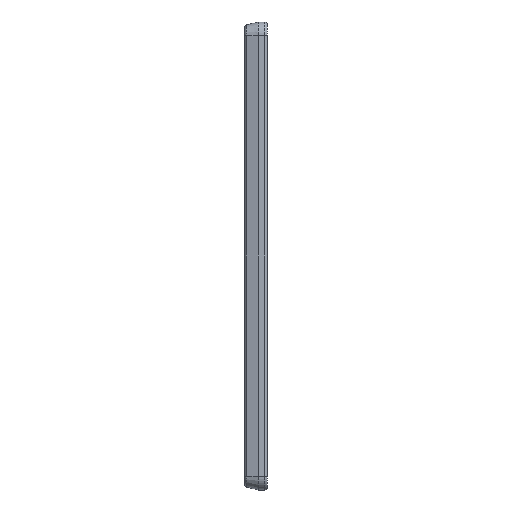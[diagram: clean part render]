
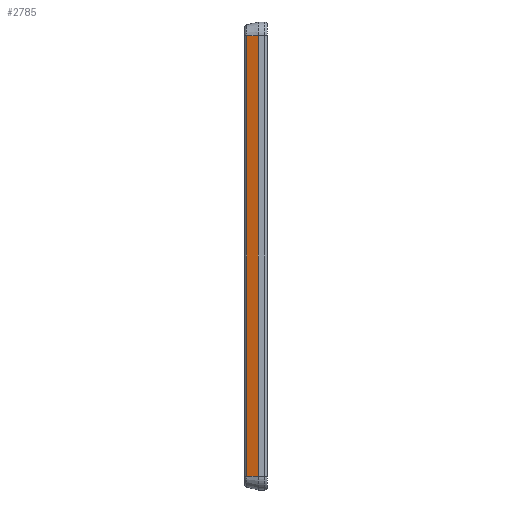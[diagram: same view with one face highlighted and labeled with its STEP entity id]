
A CAD part, left-side view. The second image highlights one B-rep face of the part: STEP entity #2785.
In plain terms, the highlighted planar face has unit normal (-0.97, 0.242, 0).
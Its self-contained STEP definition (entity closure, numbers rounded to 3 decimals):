
#836 = VECTOR ( 'NONE', #2927, 1000. ) ;
#1261 = LINE ( 'NONE', #1998, #5292 ) ;
#1273 = DIRECTION ( 'NONE',  ( -0.243, -0.97, 0. ) ) ;
#1331 = VERTEX_POINT ( 'NONE', #7413 ) ;
#1389 = EDGE_CURVE ( 'NONE', #5741, #6054, #4737, .T. ) ;
#1668 = PLANE ( 'NONE',  #7204 ) ;
#1961 = DIRECTION ( 'NONE',  ( -0.243, -0.97, 0. ) ) ;
#1998 = CARTESIAN_POINT ( 'NONE',  ( -36.633, 1.55, -65.17 ) ) ;
#2075 = DIRECTION ( 'NONE',  ( 0., 0., -1. ) ) ;
#2785 = ADVANCED_FACE ( 'NONE', ( #8305 ), #1668, .F. ) ;
#2858 = VERTEX_POINT ( 'NONE', #3692 ) ;
#2927 = DIRECTION ( 'NONE',  ( 0., 0., -1. ) ) ;
#3002 = DIRECTION ( 'NONE',  ( 0., 0., -1. ) ) ;
#3692 = CARTESIAN_POINT ( 'NONE',  ( -36.633, 1.55, 65.17 ) ) ;
#3838 = CARTESIAN_POINT ( 'NONE',  ( -37.5, -1.92, -65.17 ) ) ;
#4213 = CARTESIAN_POINT ( 'NONE',  ( -37.5, -1.92, -65.17 ) ) ;
#4539 = ORIENTED_EDGE ( 'NONE', *, *, #5408, .T. ) ;
#4737 = LINE ( 'NONE', #4213, #836 ) ;
#5145 = LINE ( 'NONE', #7783, #7221 ) ;
#5292 = VECTOR ( 'NONE', #2075, 1000. ) ;
#5355 = EDGE_CURVE ( 'NONE', #2858, #5741, #7224, .T. ) ;
#5408 = EDGE_CURVE ( 'NONE', #1331, #6054, #5145, .T. ) ;
#5522 = ORIENTED_EDGE ( 'NONE', *, *, #1389, .F. ) ;
#5741 = VERTEX_POINT ( 'NONE', #8331 ) ;
#5775 = EDGE_CURVE ( 'NONE', #2858, #1331, #1261, .T. ) ;
#6054 = VERTEX_POINT ( 'NONE', #3838 ) ;
#6357 = CARTESIAN_POINT ( 'NONE',  ( -36.5, 2.08, 65.17 ) ) ;
#6536 = VECTOR ( 'NONE', #1961, 1000. ) ;
#6636 = ORIENTED_EDGE ( 'NONE', *, *, #5775, .T. ) ;
#6973 = DIRECTION ( 'NONE',  ( 0.97, -0.243, 0. ) ) ;
#7204 = AXIS2_PLACEMENT_3D ( 'NONE', #8219, #6973, #3002 ) ;
#7221 = VECTOR ( 'NONE', #1273, 1000. ) ;
#7224 = LINE ( 'NONE', #6357, #6536 ) ;
#7413 = CARTESIAN_POINT ( 'NONE',  ( -36.633, 1.55, -65.17 ) ) ;
#7494 = EDGE_LOOP ( 'NONE', ( #7752, #6636, #4539, #5522 ) ) ;
#7752 = ORIENTED_EDGE ( 'NONE', *, *, #5355, .F. ) ;
#7783 = CARTESIAN_POINT ( 'NONE',  ( -36.5, 2.08, -65.17 ) ) ;
#8219 = CARTESIAN_POINT ( 'NONE',  ( -37.5, -1.92, -65.17 ) ) ;
#8305 = FACE_OUTER_BOUND ( 'NONE', #7494, .T. ) ;
#8331 = CARTESIAN_POINT ( 'NONE',  ( -37.5, -1.92, 65.17 ) ) ;
